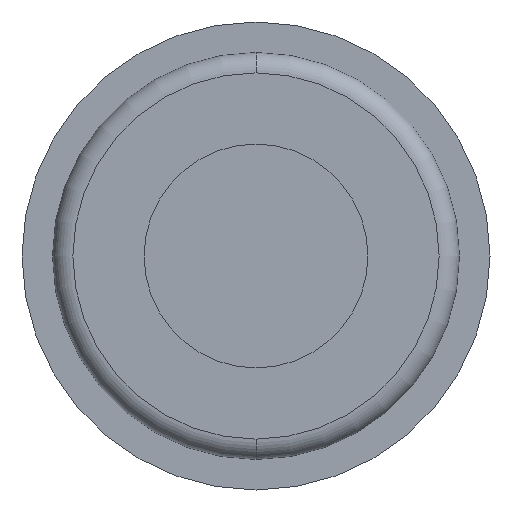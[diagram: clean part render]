
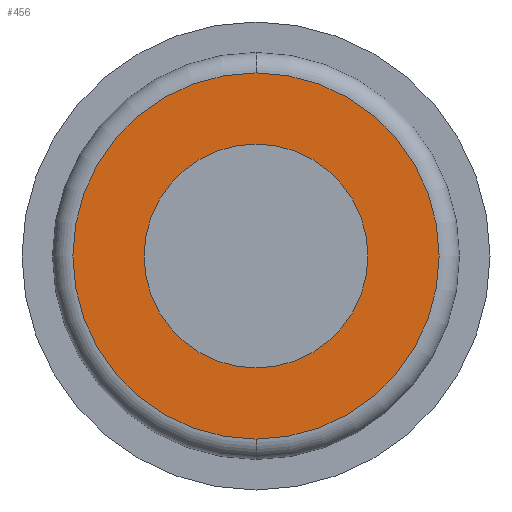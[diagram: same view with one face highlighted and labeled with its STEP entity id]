
A CAD part, front view. The second image highlights one B-rep face of the part: STEP entity #456.
In plain terms, the highlighted planar face has unit normal (0, -1, 0).
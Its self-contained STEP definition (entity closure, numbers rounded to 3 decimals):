
#13 = VERTEX_POINT ( 'NONE', #604 ) ;
#21 = DIRECTION ( 'NONE',  ( 0., -1., 0. ) ) ;
#54 = AXIS2_PLACEMENT_3D ( 'NONE', #129, #480, #71 ) ;
#62 = CARTESIAN_POINT ( 'NONE',  ( 0., 0., 0. ) ) ;
#71 = DIRECTION ( 'NONE',  ( 0., 0., -1. ) ) ;
#100 = DIRECTION ( 'NONE',  ( 0., -1., 0. ) ) ;
#121 = AXIS2_PLACEMENT_3D ( 'NONE', #531, #432, #125 ) ;
#125 = DIRECTION ( 'NONE',  ( 0., 0., -1. ) ) ;
#129 = CARTESIAN_POINT ( 'NONE',  ( 0., 0., 0. ) ) ;
#135 = DIRECTION ( 'NONE',  ( 0., 0., 1. ) ) ;
#136 = CIRCLE ( 'NONE', #54, 9. ) ;
#196 = CARTESIAN_POINT ( 'NONE',  ( 0., 0., 0. ) ) ;
#197 = AXIS2_PLACEMENT_3D ( 'NONE', #196, #100, #361 ) ;
#225 = VERTEX_POINT ( 'NONE', #240 ) ;
#232 = CARTESIAN_POINT ( 'NONE',  ( 0., 0., 9. ) ) ;
#240 = CARTESIAN_POINT ( 'NONE',  ( 0., 0., -9. ) ) ;
#243 = VERTEX_POINT ( 'NONE', #535 ) ;
#252 = EDGE_CURVE ( 'NONE', #243, #13, #373, .T. ) ;
#261 = AXIS2_PLACEMENT_3D ( 'NONE', #62, #21, #383 ) ;
#271 = EDGE_LOOP ( 'NONE', ( #371, #609 ) ) ;
#275 = VERTEX_POINT ( 'NONE', #305 ) ;
#300 = ORIENTED_EDGE ( 'NONE', *, *, #252, .F. ) ;
#305 = CARTESIAN_POINT ( 'NONE',  ( 0., 0., 9. ) ) ;
#313 = EDGE_LOOP ( 'NONE', ( #300, #481 ) ) ;
#361 = DIRECTION ( 'NONE',  ( 0., 0., -1. ) ) ;
#363 = EDGE_CURVE ( 'NONE', #225, #275, #136, .T. ) ;
#370 = AXIS2_PLACEMENT_3D ( 'NONE', #232, #442, #135 ) ;
#371 = ORIENTED_EDGE ( 'NONE', *, *, #363, .T. ) ;
#373 = CIRCLE ( 'NONE', #197, 5.5 ) ;
#379 = CIRCLE ( 'NONE', #261, 5.5 ) ;
#383 = DIRECTION ( 'NONE',  ( 0., 0., -1. ) ) ;
#394 = EDGE_CURVE ( 'NONE', #275, #225, #540, .T. ) ;
#416 = FACE_OUTER_BOUND ( 'NONE', #271, .T. ) ;
#424 = EDGE_CURVE ( 'NONE', #13, #243, #379, .T. ) ;
#429 = PLANE ( 'NONE',  #370 ) ;
#432 = DIRECTION ( 'NONE',  ( 0., -1., 0. ) ) ;
#442 = DIRECTION ( 'NONE',  ( 0., 1., 0. ) ) ;
#456 = ADVANCED_FACE ( 'NONE', ( #612, #416 ), #429, .F. ) ;
#480 = DIRECTION ( 'NONE',  ( 0., -1., 0. ) ) ;
#481 = ORIENTED_EDGE ( 'NONE', *, *, #424, .F. ) ;
#531 = CARTESIAN_POINT ( 'NONE',  ( 0., 0., 0. ) ) ;
#535 = CARTESIAN_POINT ( 'NONE',  ( 0., 0., -5.5 ) ) ;
#540 = CIRCLE ( 'NONE', #121, 9. ) ;
#604 = CARTESIAN_POINT ( 'NONE',  ( 0., 0., 5.5 ) ) ;
#609 = ORIENTED_EDGE ( 'NONE', *, *, #394, .T. ) ;
#612 = FACE_BOUND ( 'NONE', #313, .T. ) ;
